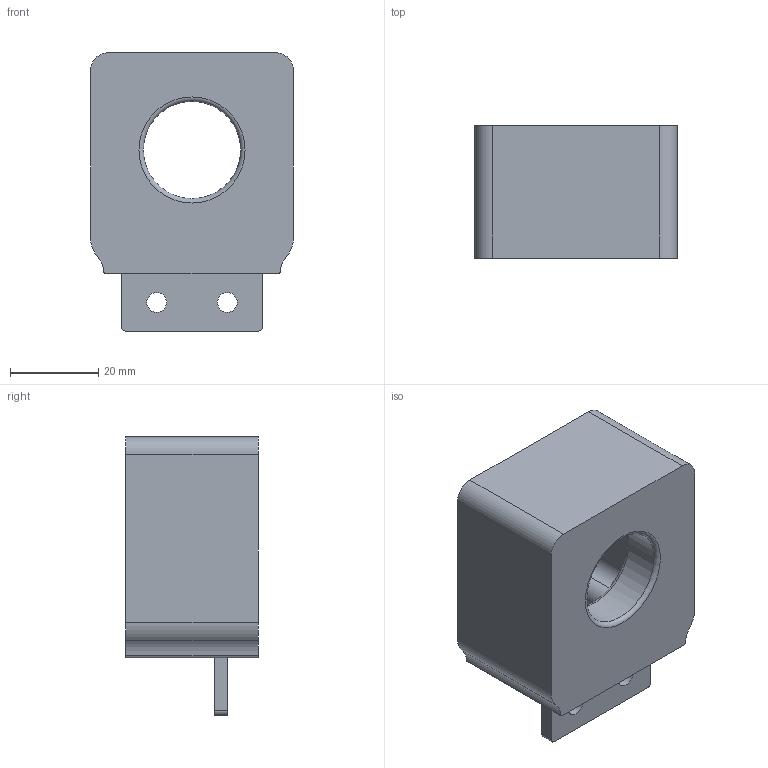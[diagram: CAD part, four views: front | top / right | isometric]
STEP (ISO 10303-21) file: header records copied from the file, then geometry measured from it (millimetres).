
FILE_DESCRIPTION(/* description */ (''),/* implementation_level */ '2;1');
FILE_NAME(/* name */ 'plasma_arm_top_module_38x38.stp',/* time_stamp */ '2022-02-18T21:10:04+01:00',/* author */ ('larsn'),/* organization */ (''),/* preprocessor_version */ 'ST-DEVELOPER v18.1',/* originating_system */ 'Autodesk Inventor 2022',/* authorisation */ '');
FILE_SCHEMA (('AUTOMOTIVE_DESIGN { 1 0 10303 214 3 1 1 }'));
Length unit declared in the file: millimetre
Products named in the file (1): plasma_arm_top_module
Bounding box: 45.9 x 30 x 63 mm (x, y, z)
Volume: 30072.2 mm3; surface area: 13555.7 mm2
Topology: 1 solids, 1 shells, 73 faces, 195 edges, 126 vertices
Faces by surface type: cylinder 35, plane 28, torus 6, cone 4
Full cylindrical faces by diameter (mm): 1.9 x4, 2.9 x2, 4.5 x2, 22 x1
Entity records: 2328 total; most frequent: DIRECTION 417, CARTESIAN_POINT 397, ORIENTED_EDGE 382, EDGE_CURVE 191, AXIS2_PLACEMENT_3D 154, VERTEX_POINT 126, LINE 109, VECTOR 109
